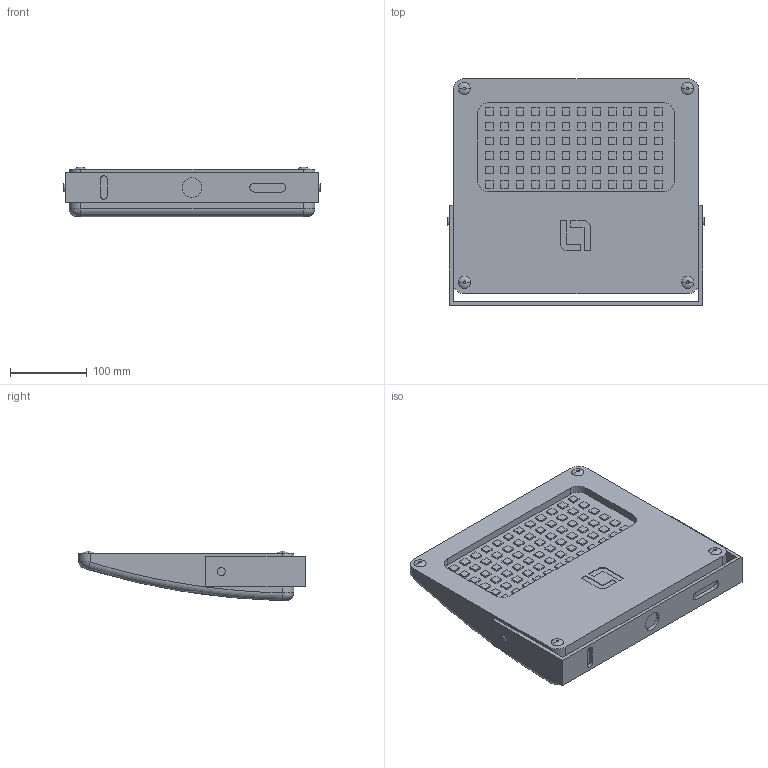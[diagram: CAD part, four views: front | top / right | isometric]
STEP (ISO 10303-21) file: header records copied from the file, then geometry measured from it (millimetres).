
FILE_DESCRIPTION (( 'STEP AP214' ), '1' );
FILE_NAME ('LEADER LED 30 D75 5000K E.STEP', '2018-06-24T09:11:10', ( 'Äìèòðèé' ), ( '' ), 'SwSTEP 2.0', 'SolidWorks 2013', '' );
FILE_SCHEMA (( 'AUTOMOTIVE_DESIGN' ));
Length unit declared in the file: millimetre
Products named in the file (1): LEADER LED 30 D75 5000K E
Bounding box: 335 x 295 x 64.11 mm (x, y, z)
Volume: 4007296.9 mm3; surface area: 275388.1 mm2
Topology: 1 solids, 1 shells, 442 faces, 1071 edges, 710 vertices
Faces by surface type: plane 406, cylinder 22, torus 10, bspline 4
Entity records: 13187 total; most frequent: CARTESIAN_POINT 2704, ORIENTED_EDGE 2142, DIRECTION 2011, EDGE_CURVE 1071, VECTOR 993, LINE 993, VERTEX_POINT 710, EDGE_LOOP 529
